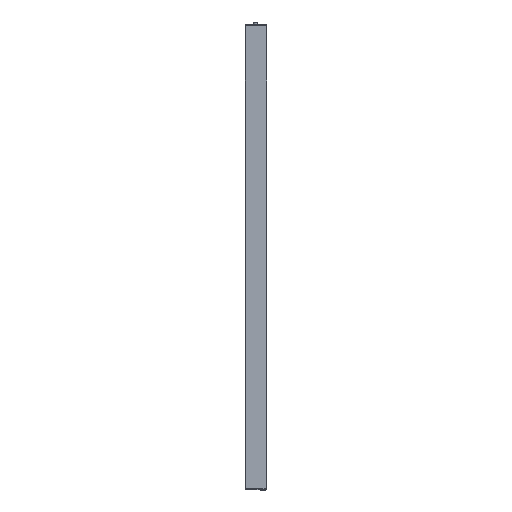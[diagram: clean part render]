
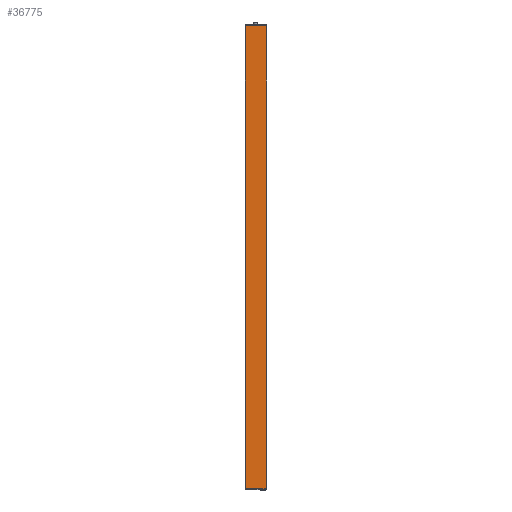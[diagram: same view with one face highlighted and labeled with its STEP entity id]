
A CAD part, left-side view. The second image highlights one B-rep face of the part: STEP entity #36775.
In plain terms, the highlighted planar face has unit normal (-1, 0.024, 0).
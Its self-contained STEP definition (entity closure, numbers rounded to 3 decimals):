
#441 = CARTESIAN_POINT ( 'NONE',  ( -7.102, -0.281, 834. ) ) ;
#1958 = VECTOR ( 'NONE', #32660, 1000. ) ;
#3582 = EDGE_LOOP ( 'NONE', ( #9786, #22873, #32597, #42380 ) ) ;
#4496 = LINE ( 'NONE', #29070, #38107 ) ;
#9157 = LINE ( 'NONE', #441, #1958 ) ;
#9786 = ORIENTED_EDGE ( 'NONE', *, *, #29737, .T. ) ;
#14606 = AXIS2_PLACEMENT_3D ( 'NONE', #51127, #36038, #43452 ) ;
#15629 = CARTESIAN_POINT ( 'NONE',  ( -7.102, -0.281, 0. ) ) ;
#16927 = DIRECTION ( 'NONE',  ( 0., 0., -1. ) ) ;
#18955 = VERTEX_POINT ( 'NONE', #15629 ) ;
#22873 = ORIENTED_EDGE ( 'NONE', *, *, #38433, .F. ) ;
#24170 = DIRECTION ( 'NONE',  ( -0.024, -1., 0. ) ) ;
#28767 = VERTEX_POINT ( 'NONE', #51927 ) ;
#29070 = CARTESIAN_POINT ( 'NONE',  ( -6.227, 36.312, 834. ) ) ;
#29737 = EDGE_CURVE ( 'NONE', #51388, #18955, #35912, .T. ) ;
#31822 = FACE_OUTER_BOUND ( 'NONE', #3582, .T. ) ;
#32597 = ORIENTED_EDGE ( 'NONE', *, *, #39446, .F. ) ;
#32660 = DIRECTION ( 'NONE',  ( 0., 0., -1. ) ) ;
#32853 = LINE ( 'NONE', #48978, #33219 ) ;
#33219 = VECTOR ( 'NONE', #24170, 1000. ) ;
#35636 = CARTESIAN_POINT ( 'NONE',  ( -7.102, -0.281, 0. ) ) ;
#35912 = LINE ( 'NONE', #35636, #39154 ) ;
#36038 = DIRECTION ( 'NONE',  ( 1., -0.024, 0. ) ) ;
#36775 = ADVANCED_FACE ( 'NONE', ( #31822 ), #51630, .F. ) ;
#38107 = VECTOR ( 'NONE', #16927, 1000. ) ;
#38433 = EDGE_CURVE ( 'NONE', #47398, #18955, #9157, .T. ) ;
#39154 = VECTOR ( 'NONE', #39358, 1000. ) ;
#39358 = DIRECTION ( 'NONE',  ( -0.024, -1., 0. ) ) ;
#39446 = EDGE_CURVE ( 'NONE', #28767, #47398, #32853, .T. ) ;
#42380 = ORIENTED_EDGE ( 'NONE', *, *, #50949, .T. ) ;
#43059 = CARTESIAN_POINT ( 'NONE',  ( -7.102, -0.281, 834. ) ) ;
#43452 = DIRECTION ( 'NONE',  ( 0.024, 1., 0. ) ) ;
#47398 = VERTEX_POINT ( 'NONE', #43059 ) ;
#48978 = CARTESIAN_POINT ( 'NONE',  ( -7.102, -0.281, 834. ) ) ;
#50119 = CARTESIAN_POINT ( 'NONE',  ( -6.227, 36.312, 0. ) ) ;
#50949 = EDGE_CURVE ( 'NONE', #28767, #51388, #4496, .T. ) ;
#51127 = CARTESIAN_POINT ( 'NONE',  ( -7.102, -0.281, 834. ) ) ;
#51388 = VERTEX_POINT ( 'NONE', #50119 ) ;
#51630 = PLANE ( 'NONE',  #14606 ) ;
#51927 = CARTESIAN_POINT ( 'NONE',  ( -6.227, 36.312, 834. ) ) ;
